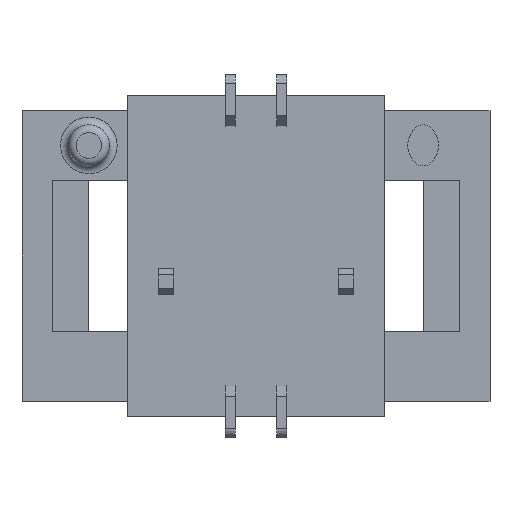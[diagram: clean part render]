
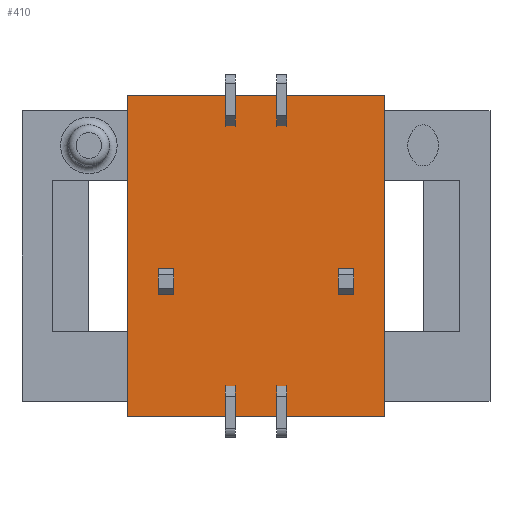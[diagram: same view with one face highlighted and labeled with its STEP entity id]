
A CAD part, front view. The second image highlights one B-rep face of the part: STEP entity #410.
In plain terms, the highlighted planar face has unit normal (0, -1, 0).
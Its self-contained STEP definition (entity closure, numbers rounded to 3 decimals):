
#410 = ADVANCED_FACE( '', ( #814, #815, #816 ), #817, .F. );
#814 = FACE_BOUND( '', #1219, .T. );
#815 = FACE_BOUND( '', #1220, .T. );
#816 = FACE_OUTER_BOUND( '', #1221, .T. );
#817 = PLANE( '', #1222 );
#1219 = EDGE_LOOP( '', ( #2323, #2324, #2325, #2326 ) );
#1220 = EDGE_LOOP( '', ( #2327, #2328, #2329, #2330 ) );
#1221 = EDGE_LOOP( '', ( #2331, #2332, #2333, #2334 ) );
#1222 = AXIS2_PLACEMENT_3D( '', #2335, #2336, #2337 );
#2323 = ORIENTED_EDGE( '', *, *, #2784, .F. );
#2324 = ORIENTED_EDGE( '', *, *, #2867, .F. );
#2325 = ORIENTED_EDGE( '', *, *, #2634, .T. );
#2326 = ORIENTED_EDGE( '', *, *, #2823, .T. );
#2327 = ORIENTED_EDGE( '', *, *, #2531, .F. );
#2328 = ORIENTED_EDGE( '', *, *, #2959, .F. );
#2329 = ORIENTED_EDGE( '', *, *, #2802, .T. );
#2330 = ORIENTED_EDGE( '', *, *, #2820, .T. );
#2331 = ORIENTED_EDGE( '', *, *, #2597, .T. );
#2332 = ORIENTED_EDGE( '', *, *, #2881, .F. );
#2333 = ORIENTED_EDGE( '', *, *, #2790, .F. );
#2334 = ORIENTED_EDGE( '', *, *, #2975, .T. );
#2335 = CARTESIAN_POINT( '', ( -2.5, 0., 3.125 ) );
#2336 = DIRECTION( '', ( 0., 1., 0. ) );
#2337 = DIRECTION( '', ( 0., 0., 1. ) );
#2531 = EDGE_CURVE( '', #3028, #3023, #3030, .T. );
#2597 = EDGE_CURVE( '', #3142, #3146, #3148, .T. );
#2634 = EDGE_CURVE( '', #3212, #3210, #3213, .T. );
#2784 = EDGE_CURVE( '', #3449, #3444, #3451, .T. );
#2790 = EDGE_CURVE( '', #3460, #3462, #3463, .T. );
#2802 = EDGE_CURVE( '', #3479, #3477, #3480, .T. );
#2820 = EDGE_CURVE( '', #3477, #3023, #3504, .T. );
#2823 = EDGE_CURVE( '', #3210, #3444, #3507, .T. );
#2867 = EDGE_CURVE( '', #3212, #3449, #3574, .T. );
#2881 = EDGE_CURVE( '', #3462, #3146, #3590, .T. );
#2959 = EDGE_CURVE( '', #3479, #3028, #3690, .T. );
#2975 = EDGE_CURVE( '', #3460, #3142, #3708, .T. );
#3023 = VERTEX_POINT( '', #3760 );
#3028 = VERTEX_POINT( '', #3767 );
#3030 = LINE( '', #3770, #3771 );
#3142 = VERTEX_POINT( '', #3931 );
#3146 = VERTEX_POINT( '', #3937 );
#3148 = LINE( '', #3940, #3941 );
#3210 = VERTEX_POINT( '', #4029 );
#3212 = VERTEX_POINT( '', #4032 );
#3213 = LINE( '', #4033, #4034 );
#3444 = VERTEX_POINT( '', #4369 );
#3449 = VERTEX_POINT( '', #4376 );
#3451 = LINE( '', #4379, #4380 );
#3460 = VERTEX_POINT( '', #4392 );
#3462 = VERTEX_POINT( '', #4395 );
#3463 = LINE( '', #4396, #4397 );
#3477 = VERTEX_POINT( '', #4418 );
#3479 = VERTEX_POINT( '', #4421 );
#3480 = LINE( '', #4422, #4423 );
#3504 = LINE( '', #4459, #4460 );
#3507 = LINE( '', #4464, #4465 );
#3574 = LINE( '', #4560, #4561 );
#3590 = LINE( '', #4583, #4584 );
#3690 = LINE( '', #4736, #4737 );
#3708 = LINE( '', #4761, #4762 );
#3760 = CARTESIAN_POINT( '', ( 1.6, 0., -0.25 ) );
#3767 = CARTESIAN_POINT( '', ( 1.9, 0., -0.25 ) );
#3770 = CARTESIAN_POINT( '', ( 1.9, 0., -0.25 ) );
#3771 = VECTOR( '', #4817, 1000. );
#3931 = CARTESIAN_POINT( '', ( -2.5, 0., -3.125 ) );
#3937 = CARTESIAN_POINT( '', ( 2.5, 0., -3.125 ) );
#3940 = CARTESIAN_POINT( '', ( -2.5, 0., -3.125 ) );
#3941 = VECTOR( '', #4875, 1000. );
#4029 = CARTESIAN_POINT( '', ( -1.9, 0., -0.75 ) );
#4032 = CARTESIAN_POINT( '', ( -1.6, 0., -0.75 ) );
#4033 = CARTESIAN_POINT( '', ( -1.6, 0., -0.75 ) );
#4034 = VECTOR( '', #4909, 1000. );
#4369 = CARTESIAN_POINT( '', ( -1.9, 0., -0.25 ) );
#4376 = CARTESIAN_POINT( '', ( -1.6, 0., -0.25 ) );
#4379 = CARTESIAN_POINT( '', ( -1.6, 0., -0.25 ) );
#4380 = VECTOR( '', #5056, 1000. );
#4392 = CARTESIAN_POINT( '', ( -2.5, 0., 3.125 ) );
#4395 = CARTESIAN_POINT( '', ( 2.5, 0., 3.125 ) );
#4396 = CARTESIAN_POINT( '', ( -2.5, 0., 3.125 ) );
#4397 = VECTOR( '', #5061, 1000. );
#4418 = CARTESIAN_POINT( '', ( 1.6, 0., -0.75 ) );
#4421 = CARTESIAN_POINT( '', ( 1.9, 0., -0.75 ) );
#4422 = CARTESIAN_POINT( '', ( 1.9, 0., -0.75 ) );
#4423 = VECTOR( '', #5070, 1000. );
#4459 = CARTESIAN_POINT( '', ( 1.6, 0., -0.75 ) );
#4460 = VECTOR( '', #5083, 1000. );
#4464 = CARTESIAN_POINT( '', ( -1.9, 0., -0.75 ) );
#4465 = VECTOR( '', #5085, 1000. );
#4560 = CARTESIAN_POINT( '', ( -1.6, 0., -0.75 ) );
#4561 = VECTOR( '', #5135, 1000. );
#4583 = CARTESIAN_POINT( '', ( 2.5, 0., 3.125 ) );
#4584 = VECTOR( '', #5145, 1000. );
#4736 = CARTESIAN_POINT( '', ( 1.9, 0., -0.75 ) );
#4737 = VECTOR( '', #5207, 1000. );
#4761 = CARTESIAN_POINT( '', ( -2.5, 0., 3.125 ) );
#4762 = VECTOR( '', #5223, 1000. );
#4817 = DIRECTION( '', ( -1., 0., 0. ) );
#4875 = DIRECTION( '', ( 1., 0., 0. ) );
#4909 = DIRECTION( '', ( -1., 0., 0. ) );
#5056 = DIRECTION( '', ( -1., 0., 0. ) );
#5061 = DIRECTION( '', ( 1., 0., 0. ) );
#5070 = DIRECTION( '', ( -1., 0., 0. ) );
#5083 = DIRECTION( '', ( 0., 0., 1. ) );
#5085 = DIRECTION( '', ( 0., 0., 1. ) );
#5135 = DIRECTION( '', ( 0., 0., 1. ) );
#5145 = DIRECTION( '', ( 0., 0., -1. ) );
#5207 = DIRECTION( '', ( 0., 0., 1. ) );
#5223 = DIRECTION( '', ( 0., 0., -1. ) );
